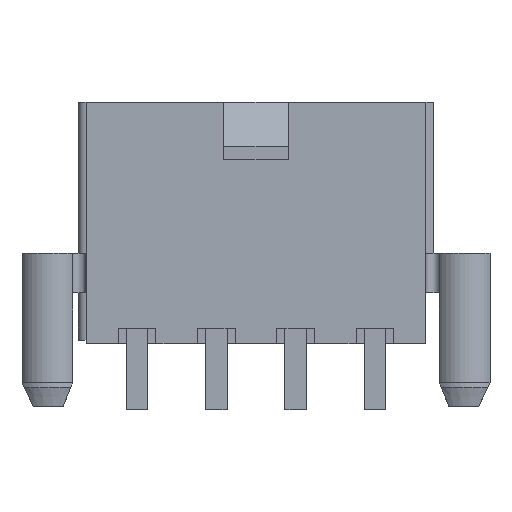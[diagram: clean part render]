
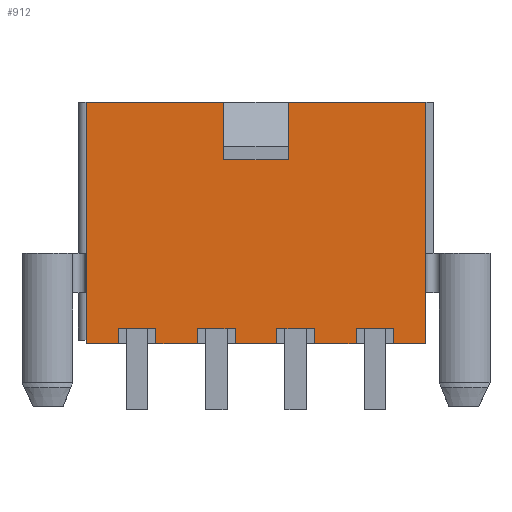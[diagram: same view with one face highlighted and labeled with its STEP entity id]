
A CAD part, front view. The second image highlights one B-rep face of the part: STEP entity #912.
In plain terms, the highlighted planar face has unit normal (0, -1, 0).
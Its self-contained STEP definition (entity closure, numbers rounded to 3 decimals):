
#40 = VERTEX_POINT('',#41);
#41 = CARTESIAN_POINT('',(15.3,-7.35,0.01));
#47 = EDGE_CURVE('',#40,#48,#50,.T.);
#48 = VERTEX_POINT('',#49);
#49 = CARTESIAN_POINT('',(15.3,-7.35,12.81));
#50 = LINE('',#51,#52);
#51 = CARTESIAN_POINT('',(15.3,-7.35,0.01));
#52 = VECTOR('',#53,1.);
#53 = DIRECTION('',(0.,0.,1.));
#319 = VERTEX_POINT('',#320);
#320 = CARTESIAN_POINT('',(-2.7,-7.35,12.81));
#326 = EDGE_CURVE('',#327,#319,#329,.T.);
#327 = VERTEX_POINT('',#328);
#328 = CARTESIAN_POINT('',(-2.7,-7.35,0.01));
#329 = LINE('',#330,#331);
#330 = CARTESIAN_POINT('',(-2.7,-7.35,0.01));
#331 = VECTOR('',#332,1.);
#332 = DIRECTION('',(0.,0.,1.));
#456 = VERTEX_POINT('',#457);
#457 = CARTESIAN_POINT('',(8.,-7.35,12.81));
#458 = VERTEX_POINT('',#459);
#459 = CARTESIAN_POINT('',(4.6,-7.35,12.81));
#465 = EDGE_CURVE('',#458,#319,#466,.T.);
#466 = LINE('',#467,#468);
#467 = CARTESIAN_POINT('',(4.6,-7.35,12.81));
#468 = VECTOR('',#469,1.);
#469 = DIRECTION('',(-1.,0.,0.));
#504 = EDGE_CURVE('',#48,#456,#505,.T.);
#505 = LINE('',#506,#507);
#506 = CARTESIAN_POINT('',(15.3,-7.35,12.81));
#507 = VECTOR('',#508,1.);
#508 = DIRECTION('',(-1.,0.,0.));
#885 = EDGE_CURVE('',#456,#886,#888,.T.);
#886 = VERTEX_POINT('',#887);
#887 = CARTESIAN_POINT('',(8.,-7.35,9.76));
#888 = LINE('',#889,#890);
#889 = CARTESIAN_POINT('',(8.,-7.35,12.81));
#890 = VECTOR('',#891,1.);
#891 = DIRECTION('',(0.,0.,-1.));
#912 = ADVANCED_FACE('',(#913),#1068,.T.);
#913 = FACE_BOUND('',#914,.F.);
#914 = EDGE_LOOP('',(#915,#923,#931,#939,#947,#955,#963,#971,#979,#987,
    #995,#1003,#1011,#1019,#1027,#1035,#1043,#1049,#1050,#1051,#1059,
    #1065,#1066,#1067));
#915 = ORIENTED_EDGE('',*,*,#916,.T.);
#916 = EDGE_CURVE('',#40,#917,#919,.T.);
#917 = VERTEX_POINT('',#918);
#918 = CARTESIAN_POINT('',(13.6,-7.35,0.01));
#919 = LINE('',#920,#921);
#920 = CARTESIAN_POINT('',(15.3,-7.35,0.01));
#921 = VECTOR('',#922,1.);
#922 = DIRECTION('',(-1.,0.,0.));
#923 = ORIENTED_EDGE('',*,*,#924,.T.);
#924 = EDGE_CURVE('',#917,#925,#927,.T.);
#925 = VERTEX_POINT('',#926);
#926 = CARTESIAN_POINT('',(13.6,-7.35,0.81));
#927 = LINE('',#928,#929);
#928 = CARTESIAN_POINT('',(13.6,-7.35,0.01));
#929 = VECTOR('',#930,1.);
#930 = DIRECTION('',(0.,0.,1.));
#931 = ORIENTED_EDGE('',*,*,#932,.T.);
#932 = EDGE_CURVE('',#925,#933,#935,.T.);
#933 = VERTEX_POINT('',#934);
#934 = CARTESIAN_POINT('',(11.6,-7.35,0.81));
#935 = LINE('',#936,#937);
#936 = CARTESIAN_POINT('',(13.6,-7.35,0.81));
#937 = VECTOR('',#938,1.);
#938 = DIRECTION('',(-1.,0.,0.));
#939 = ORIENTED_EDGE('',*,*,#940,.F.);
#940 = EDGE_CURVE('',#941,#933,#943,.T.);
#941 = VERTEX_POINT('',#942);
#942 = CARTESIAN_POINT('',(11.6,-7.35,0.01));
#943 = LINE('',#944,#945);
#944 = CARTESIAN_POINT('',(11.6,-7.35,0.01));
#945 = VECTOR('',#946,1.);
#946 = DIRECTION('',(0.,0.,1.));
#947 = ORIENTED_EDGE('',*,*,#948,.T.);
#948 = EDGE_CURVE('',#941,#949,#951,.T.);
#949 = VERTEX_POINT('',#950);
#950 = CARTESIAN_POINT('',(9.4,-7.35,0.01));
#951 = LINE('',#952,#953);
#952 = CARTESIAN_POINT('',(11.6,-7.35,0.01));
#953 = VECTOR('',#954,1.);
#954 = DIRECTION('',(-1.,0.,0.));
#955 = ORIENTED_EDGE('',*,*,#956,.T.);
#956 = EDGE_CURVE('',#949,#957,#959,.T.);
#957 = VERTEX_POINT('',#958);
#958 = CARTESIAN_POINT('',(9.4,-7.35,0.81));
#959 = LINE('',#960,#961);
#960 = CARTESIAN_POINT('',(9.4,-7.35,0.01));
#961 = VECTOR('',#962,1.);
#962 = DIRECTION('',(0.,0.,1.));
#963 = ORIENTED_EDGE('',*,*,#964,.T.);
#964 = EDGE_CURVE('',#957,#965,#967,.T.);
#965 = VERTEX_POINT('',#966);
#966 = CARTESIAN_POINT('',(7.4,-7.35,0.81));
#967 = LINE('',#968,#969);
#968 = CARTESIAN_POINT('',(9.4,-7.35,0.81));
#969 = VECTOR('',#970,1.);
#970 = DIRECTION('',(-1.,0.,0.));
#971 = ORIENTED_EDGE('',*,*,#972,.F.);
#972 = EDGE_CURVE('',#973,#965,#975,.T.);
#973 = VERTEX_POINT('',#974);
#974 = CARTESIAN_POINT('',(7.4,-7.35,0.01));
#975 = LINE('',#976,#977);
#976 = CARTESIAN_POINT('',(7.4,-7.35,0.01));
#977 = VECTOR('',#978,1.);
#978 = DIRECTION('',(0.,0.,1.));
#979 = ORIENTED_EDGE('',*,*,#980,.T.);
#980 = EDGE_CURVE('',#973,#981,#983,.T.);
#981 = VERTEX_POINT('',#982);
#982 = CARTESIAN_POINT('',(5.2,-7.35,0.01));
#983 = LINE('',#984,#985);
#984 = CARTESIAN_POINT('',(7.4,-7.35,0.01));
#985 = VECTOR('',#986,1.);
#986 = DIRECTION('',(-1.,0.,0.));
#987 = ORIENTED_EDGE('',*,*,#988,.T.);
#988 = EDGE_CURVE('',#981,#989,#991,.T.);
#989 = VERTEX_POINT('',#990);
#990 = CARTESIAN_POINT('',(5.2,-7.35,0.81));
#991 = LINE('',#992,#993);
#992 = CARTESIAN_POINT('',(5.2,-7.35,0.01));
#993 = VECTOR('',#994,1.);
#994 = DIRECTION('',(0.,0.,1.));
#995 = ORIENTED_EDGE('',*,*,#996,.T.);
#996 = EDGE_CURVE('',#989,#997,#999,.T.);
#997 = VERTEX_POINT('',#998);
#998 = CARTESIAN_POINT('',(3.2,-7.35,0.81));
#999 = LINE('',#1000,#1001);
#1000 = CARTESIAN_POINT('',(5.2,-7.35,0.81));
#1001 = VECTOR('',#1002,1.);
#1002 = DIRECTION('',(-1.,0.,0.));
#1003 = ORIENTED_EDGE('',*,*,#1004,.F.);
#1004 = EDGE_CURVE('',#1005,#997,#1007,.T.);
#1005 = VERTEX_POINT('',#1006);
#1006 = CARTESIAN_POINT('',(3.2,-7.35,0.01));
#1007 = LINE('',#1008,#1009);
#1008 = CARTESIAN_POINT('',(3.2,-7.35,0.01));
#1009 = VECTOR('',#1010,1.);
#1010 = DIRECTION('',(0.,0.,1.));
#1011 = ORIENTED_EDGE('',*,*,#1012,.T.);
#1012 = EDGE_CURVE('',#1005,#1013,#1015,.T.);
#1013 = VERTEX_POINT('',#1014);
#1014 = CARTESIAN_POINT('',(1.,-7.35,0.01));
#1015 = LINE('',#1016,#1017);
#1016 = CARTESIAN_POINT('',(3.2,-7.35,0.01));
#1017 = VECTOR('',#1018,1.);
#1018 = DIRECTION('',(-1.,0.,0.));
#1019 = ORIENTED_EDGE('',*,*,#1020,.T.);
#1020 = EDGE_CURVE('',#1013,#1021,#1023,.T.);
#1021 = VERTEX_POINT('',#1022);
#1022 = CARTESIAN_POINT('',(1.,-7.35,0.81));
#1023 = LINE('',#1024,#1025);
#1024 = CARTESIAN_POINT('',(1.,-7.35,0.01));
#1025 = VECTOR('',#1026,1.);
#1026 = DIRECTION('',(0.,0.,1.));
#1027 = ORIENTED_EDGE('',*,*,#1028,.T.);
#1028 = EDGE_CURVE('',#1021,#1029,#1031,.T.);
#1029 = VERTEX_POINT('',#1030);
#1030 = CARTESIAN_POINT('',(-1.,-7.35,0.81));
#1031 = LINE('',#1032,#1033);
#1032 = CARTESIAN_POINT('',(1.,-7.35,0.81));
#1033 = VECTOR('',#1034,1.);
#1034 = DIRECTION('',(-1.,0.,0.));
#1035 = ORIENTED_EDGE('',*,*,#1036,.F.);
#1036 = EDGE_CURVE('',#1037,#1029,#1039,.T.);
#1037 = VERTEX_POINT('',#1038);
#1038 = CARTESIAN_POINT('',(-1.,-7.35,0.01));
#1039 = LINE('',#1040,#1041);
#1040 = CARTESIAN_POINT('',(-1.,-7.35,0.01));
#1041 = VECTOR('',#1042,1.);
#1042 = DIRECTION('',(0.,0.,1.));
#1043 = ORIENTED_EDGE('',*,*,#1044,.T.);
#1044 = EDGE_CURVE('',#1037,#327,#1045,.T.);
#1045 = LINE('',#1046,#1047);
#1046 = CARTESIAN_POINT('',(-1.,-7.35,0.01));
#1047 = VECTOR('',#1048,1.);
#1048 = DIRECTION('',(-1.,0.,0.));
#1049 = ORIENTED_EDGE('',*,*,#326,.T.);
#1050 = ORIENTED_EDGE('',*,*,#465,.F.);
#1051 = ORIENTED_EDGE('',*,*,#1052,.T.);
#1052 = EDGE_CURVE('',#458,#1053,#1055,.T.);
#1053 = VERTEX_POINT('',#1054);
#1054 = CARTESIAN_POINT('',(4.6,-7.35,9.76));
#1055 = LINE('',#1056,#1057);
#1056 = CARTESIAN_POINT('',(4.6,-7.35,12.81));
#1057 = VECTOR('',#1058,1.);
#1058 = DIRECTION('',(0.,0.,-1.));
#1059 = ORIENTED_EDGE('',*,*,#1060,.F.);
#1060 = EDGE_CURVE('',#886,#1053,#1061,.T.);
#1061 = LINE('',#1062,#1063);
#1062 = CARTESIAN_POINT('',(8.,-7.35,9.76));
#1063 = VECTOR('',#1064,1.);
#1064 = DIRECTION('',(-1.,0.,0.));
#1065 = ORIENTED_EDGE('',*,*,#885,.F.);
#1066 = ORIENTED_EDGE('',*,*,#504,.F.);
#1067 = ORIENTED_EDGE('',*,*,#47,.F.);
#1068 = PLANE('',#1069);
#1069 = AXIS2_PLACEMENT_3D('',#1070,#1071,#1072);
#1070 = CARTESIAN_POINT('',(15.3,-7.35,0.01));
#1071 = DIRECTION('',(0.,-1.,0.));
#1072 = DIRECTION('',(0.,0.,1.));
